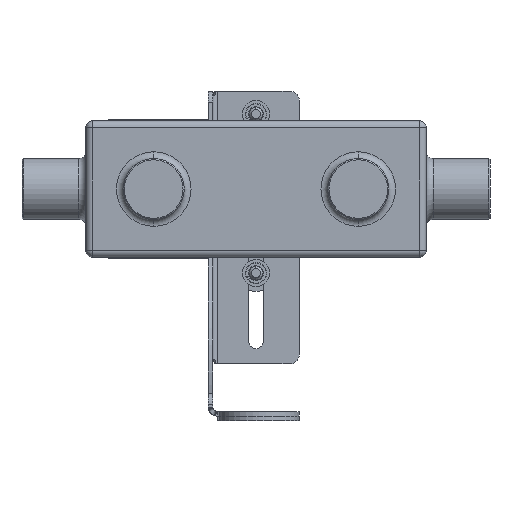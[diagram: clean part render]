
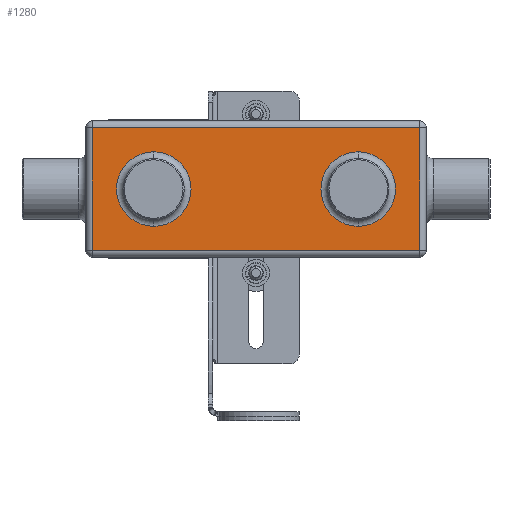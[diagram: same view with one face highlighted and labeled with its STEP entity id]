
A CAD part, front view. The second image highlights one B-rep face of the part: STEP entity #1280.
In plain terms, the highlighted planar face has unit normal (0, -1, 0).
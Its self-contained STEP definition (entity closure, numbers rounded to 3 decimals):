
#69 = CARTESIAN_POINT ( 'NONE',  ( 72., -65., -27. ) ) ;
#80 = EDGE_CURVE ( 'NONE', #873, #22256, #12204, .T. ) ;
#720 = DIRECTION ( 'NONE',  ( 0., 0., -1. ) ) ;
#873 = VERTEX_POINT ( 'NONE', #9981 ) ;
#914 = CARTESIAN_POINT ( 'NONE',  ( -75., -65., 27. ) ) ;
#1032 = VECTOR ( 'NONE', #6839, 1000. ) ;
#1280 = ADVANCED_FACE ( 'NONE', ( #13180, #2824, #8021 ), #5022, .T. ) ;
#1368 = EDGE_CURVE ( 'NONE', #25033, #22216, #5245, .T. ) ;
#1375 = CIRCLE ( 'NONE', #14775, 16.4 ) ;
#1565 = CARTESIAN_POINT ( 'NONE',  ( -45., -65., -16.4 ) ) ;
#1689 = ORIENTED_EDGE ( 'NONE', *, *, #1368, .T. ) ;
#2198 = CARTESIAN_POINT ( 'NONE',  ( 45., -65., -16.4 ) ) ;
#2372 = CARTESIAN_POINT ( 'NONE',  ( -72., -65., -30. ) ) ;
#2543 = VERTEX_POINT ( 'NONE', #3105 ) ;
#2824 = FACE_BOUND ( 'NONE', #17975, .T. ) ;
#3105 = CARTESIAN_POINT ( 'NONE',  ( -45., -65., 16.4 ) ) ;
#3183 = DIRECTION ( 'NONE',  ( 0., 1., 0. ) ) ;
#3371 = EDGE_CURVE ( 'NONE', #6951, #2543, #13388, .T. ) ;
#4912 = DIRECTION ( 'NONE',  ( 0., 1., 0. ) ) ;
#5022 = PLANE ( 'NONE',  #24615 ) ;
#5245 = CIRCLE ( 'NONE', #6780, 16.4 ) ;
#5315 = ORIENTED_EDGE ( 'NONE', *, *, #14988, .T. ) ;
#5677 = CARTESIAN_POINT ( 'NONE',  ( -72., -65., 27. ) ) ;
#5908 = LINE ( 'NONE', #12343, #25886 ) ;
#6780 = AXIS2_PLACEMENT_3D ( 'NONE', #11958, #3183, #12336 ) ;
#6839 = DIRECTION ( 'NONE',  ( 0., 0., -1. ) ) ;
#6951 = VERTEX_POINT ( 'NONE', #1565 ) ;
#7283 = ORIENTED_EDGE ( 'NONE', *, *, #9062, .T. ) ;
#7338 = CARTESIAN_POINT ( 'NONE',  ( 45., -65., 0. ) ) ;
#7443 = AXIS2_PLACEMENT_3D ( 'NONE', #14547, #18954, #21151 ) ;
#7799 = EDGE_CURVE ( 'NONE', #17246, #873, #5908, .T. ) ;
#8021 = FACE_OUTER_BOUND ( 'NONE', #9892, .T. ) ;
#8455 = ORIENTED_EDGE ( 'NONE', *, *, #7799, .T. ) ;
#8622 = DIRECTION ( 'NONE',  ( 1., 0., 0. ) ) ;
#8686 = EDGE_LOOP ( 'NONE', ( #17742, #5315 ) ) ;
#9062 = EDGE_CURVE ( 'NONE', #22256, #27636, #23017, .T. ) ;
#9892 = EDGE_LOOP ( 'NONE', ( #7283, #17034, #8455, #17189 ) ) ;
#9981 = CARTESIAN_POINT ( 'NONE',  ( 72., -65., 27. ) ) ;
#10425 = CARTESIAN_POINT ( 'NONE',  ( -75., -65., -27. ) ) ;
#10561 = CARTESIAN_POINT ( 'NONE',  ( -45., -65., 0. ) ) ;
#10753 = DIRECTION ( 'NONE',  ( 0., 0., -1. ) ) ;
#11958 = CARTESIAN_POINT ( 'NONE',  ( 45., -65., 0. ) ) ;
#12204 = LINE ( 'NONE', #914, #27028 ) ;
#12336 = DIRECTION ( 'NONE',  ( 0., 0., -1. ) ) ;
#12343 = CARTESIAN_POINT ( 'NONE',  ( 72., -65., -30. ) ) ;
#13180 = FACE_BOUND ( 'NONE', #8686, .T. ) ;
#13388 = CIRCLE ( 'NONE', #18199, 16.4 ) ;
#14547 = CARTESIAN_POINT ( 'NONE',  ( -45., -65., 0. ) ) ;
#14775 = AXIS2_PLACEMENT_3D ( 'NONE', #7338, #4912, #720 ) ;
#14988 = EDGE_CURVE ( 'NONE', #2543, #6951, #21549, .T. ) ;
#15870 = CARTESIAN_POINT ( 'NONE',  ( 45., -65., 16.4 ) ) ;
#17002 = DIRECTION ( 'NONE',  ( 0., 1., 0. ) ) ;
#17034 = ORIENTED_EDGE ( 'NONE', *, *, #24829, .T. ) ;
#17189 = ORIENTED_EDGE ( 'NONE', *, *, #80, .T. ) ;
#17246 = VERTEX_POINT ( 'NONE', #69 ) ;
#17742 = ORIENTED_EDGE ( 'NONE', *, *, #3371, .T. ) ;
#17975 = EDGE_LOOP ( 'NONE', ( #1689, #28299 ) ) ;
#18199 = AXIS2_PLACEMENT_3D ( 'NONE', #10561, #17002, #10753 ) ;
#18446 = CARTESIAN_POINT ( 'NONE',  ( -72., -65., -27. ) ) ;
#18488 = CARTESIAN_POINT ( 'NONE',  ( -75., -65., -30. ) ) ;
#18954 = DIRECTION ( 'NONE',  ( 0., 1., 0. ) ) ;
#20790 = DIRECTION ( 'NONE',  ( 0., 0., -1. ) ) ;
#20792 = DIRECTION ( 'NONE',  ( -1., 0., 0. ) ) ;
#21151 = DIRECTION ( 'NONE',  ( 0., 0., -1. ) ) ;
#21549 = CIRCLE ( 'NONE', #7443, 16.4 ) ;
#22216 = VERTEX_POINT ( 'NONE', #15870 ) ;
#22256 = VERTEX_POINT ( 'NONE', #5677 ) ;
#22793 = LINE ( 'NONE', #10425, #22827 ) ;
#22827 = VECTOR ( 'NONE', #8622, 1000. ) ;
#23017 = LINE ( 'NONE', #2372, #1032 ) ;
#23654 = EDGE_CURVE ( 'NONE', #22216, #25033, #1375, .T. ) ;
#24615 = AXIS2_PLACEMENT_3D ( 'NONE', #18488, #27761, #20790 ) ;
#24829 = EDGE_CURVE ( 'NONE', #27636, #17246, #22793, .T. ) ;
#25033 = VERTEX_POINT ( 'NONE', #2198 ) ;
#25886 = VECTOR ( 'NONE', #27585, 1000. ) ;
#27028 = VECTOR ( 'NONE', #20792, 1000. ) ;
#27585 = DIRECTION ( 'NONE',  ( 0., 0., 1. ) ) ;
#27636 = VERTEX_POINT ( 'NONE', #18446 ) ;
#27761 = DIRECTION ( 'NONE',  ( 0., -1., 0. ) ) ;
#28299 = ORIENTED_EDGE ( 'NONE', *, *, #23654, .T. ) ;
